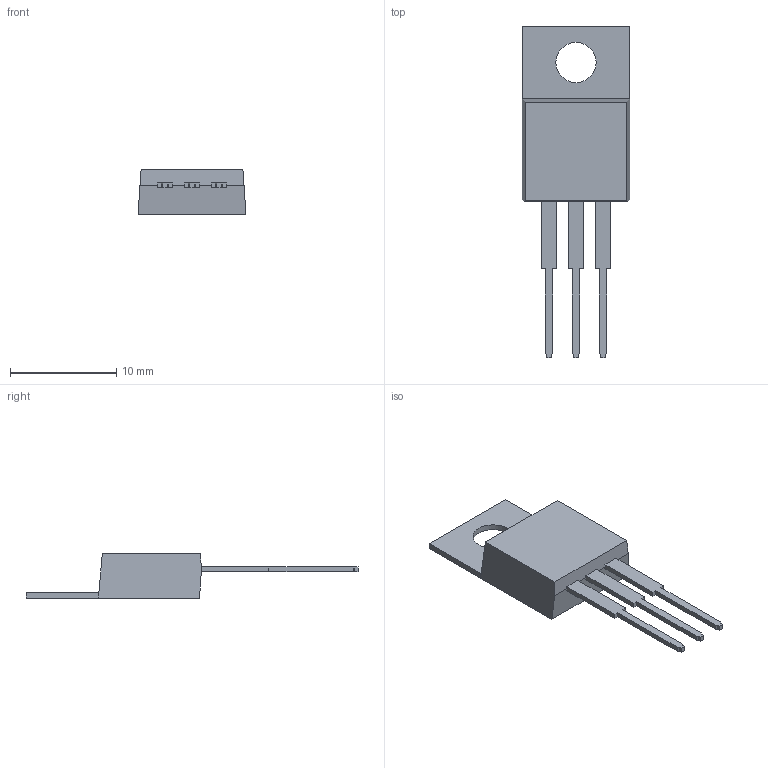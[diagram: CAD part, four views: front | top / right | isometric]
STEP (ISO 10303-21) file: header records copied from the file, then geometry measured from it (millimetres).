
FILE_DESCRIPTION (( 'STEP AP214' ), '1' );
FILE_NAME ('LM7905CT.STEP', '2021-09-17T00:53:40', ( '' ), ( '' ), 'SwSTEP 2.0', 'SolidWorks 2017', '' );
FILE_SCHEMA (( 'AUTOMOTIVE_DESIGN' ));
Length unit declared in the file: millimetre
Products named in the file (1): LM7905CT
Bounding box: 10.16 x 31.24 x 4.2 mm (x, y, z)
Volume: 444.4 mm3; surface area: 742.7 mm2
Topology: 5 solids, 5 shells, 70 faces, 178 edges, 118 vertices
Faces by surface type: plane 68, cylinder 2
Entity records: 2144 total; most frequent: CARTESIAN_POINT 367, ORIENTED_EDGE 356, DIRECTION 324, EDGE_CURVE 178, LINE 174, VECTOR 174, VERTEX_POINT 118, AXIS2_PLACEMENT_3D 75
